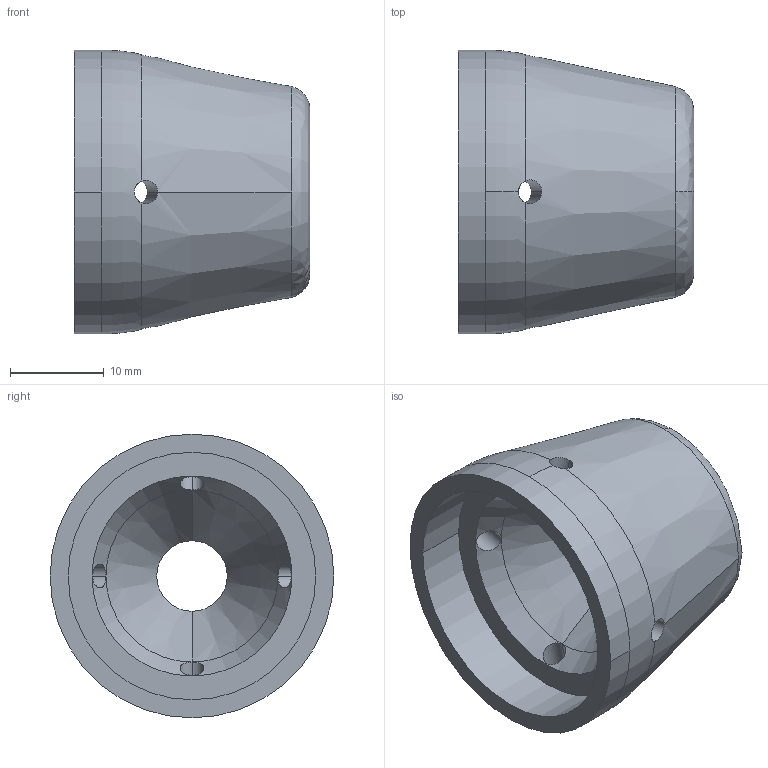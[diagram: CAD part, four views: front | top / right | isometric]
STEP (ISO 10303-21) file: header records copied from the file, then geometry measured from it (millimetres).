
FILE_DESCRIPTION (( 'STEP AP203' ), '1' );
FILE_NAME ('Tunnel_Thruster_Prop_Hub_Default_sldprt.STEP', '2020-08-14T00:48:04', ( '' ), ( '' ), 'SwSTEP 2.0', 'SolidWorks 2017', '' );
FILE_SCHEMA (( 'CONFIG_CONTROL_DESIGN' ));
Length unit declared in the file: millimetre
Products named in the file (1): Tunnel_Thruster_Prop_Hub_Default_sldprt
Bounding box: 25.13 x 30.23 x 30.23 mm (x, y, z)
Volume: 8872.8 mm3; surface area: 4140.5 mm2
Topology: 1 solids, 1 shells, 27 faces, 78 edges, 46 vertices
Faces by surface type: cylinder 14, cone 6, plane 3, bspline 2, torus 2
Entity records: 1277 total; most frequent: CARTESIAN_POINT 522, ORIENTED_EDGE 156, DIRECTION 132, EDGE_CURVE 78, AXIS2_PLACEMENT_3D 56, VERTEX_POINT 46, EDGE_LOOP 30, CIRCLE 30
